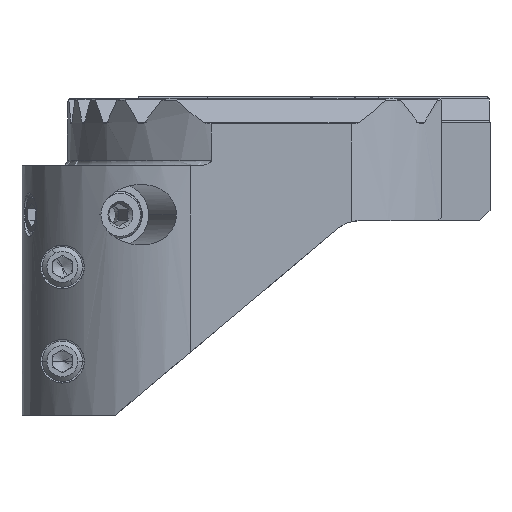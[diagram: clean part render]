
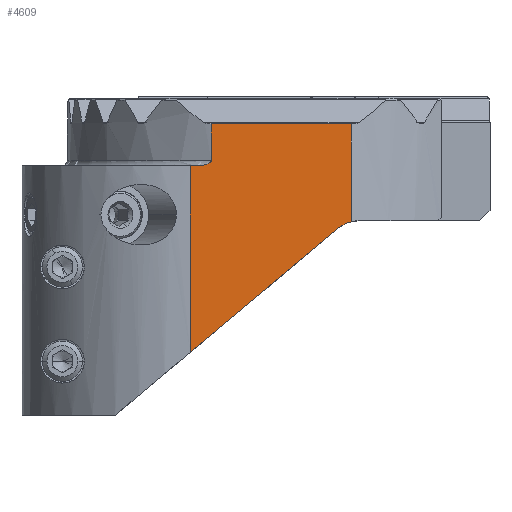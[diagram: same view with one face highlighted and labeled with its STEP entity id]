
A CAD part, front view. The second image highlights one B-rep face of the part: STEP entity #4609.
In plain terms, the highlighted planar face has unit normal (0, -1, 0).
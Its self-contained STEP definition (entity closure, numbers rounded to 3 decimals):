
#2411=EDGE_CURVE('NONE',#5271,#3615,#6249,.T.);
#2631=EDGE_CURVE('NONE',#5271,#3129,#6490,.T.);
#2803=EDGE_CURVE('NONE',#3129,#3713,#6679,.T.);
#2823=VERTEX_POINT('NONE',#6701);
#3129=VERTEX_POINT('NONE',#7038);
#3553=VERTEX_POINT('NONE',#7509);
#3615=VERTEX_POINT('NONE',#7579);
#3713=VERTEX_POINT('NONE',#7690);
#3743=VERTEX_POINT('NONE',#7721);
#4609=ADVANCED_FACE('NONE',(#8675),#8676,.T.);
#4831=EDGE_CURVE('NONE',#5003,#3615,#8919,.T.);
#4955=EDGE_CURVE('NONE',#3713,#3553,#9048,.T.);
#5003=VERTEX_POINT('NONE',#9098);
#5271=VERTEX_POINT('NONE',#9390);
#5383=EDGE_CURVE('NONE',#3743,#2823,#9512,.T.);
#5543=EDGE_CURVE('NONE',#5003,#3743,#9688,.T.);
#5655=EDGE_CURVE('NONE',#3553,#2823,#9811,.T.);
#6249=LINE('',#10868,#10869);
#6490=LINE('',#11336,#11337);
#6679=LINE('',#11666,#11667);
#6701=CARTESIAN_POINT('',(6.811,-6.962,15.341));
#7038=CARTESIAN_POINT('',(-17.084,-6.962,-18.57));
#7509=CARTESIAN_POINT('',(6.811,-6.962,0.799));
#7579=CARTESIAN_POINT('',(-16.214,-6.962,9.089));
#7690=CARTESIAN_POINT('',(4.772,-6.962,-0.231));
#7721=CARTESIAN_POINT('',(-13.98,-6.962,15.341));
#8675=FACE_OUTER_BOUND('',#15307,.T.);
#8676=PLANE('',#15308);
#8919=B_SPLINE_CURVE_WITH_KNOTS('',3,(#15722,#15723,#15724,#15725,#15726,#15727,#15728,#15729,#15730,#15731,#15732,#15733,#15734,#15735),.UNSPECIFIED.,.F.,.F.,(4,2,2,2,2,2,4),(0.0,0.,0.,0.001,0.001,0.002,0.003),.UNSPECIFIED.);
#9048=CIRCLE('',#16024,5.0);
#9098=CARTESIAN_POINT('',(-13.98,-6.962,9.889));
#9390=CARTESIAN_POINT('',(-17.084,-6.962,9.089));
#9512=LINE('',#16903,#16904);
#9688=LINE('',#17228,#17229);
#9811=LINE('',#17414,#17415);
#10868=CARTESIAN_POINT('',(20.166,-6.962,9.089));
#10869=VECTOR('',#18063,1000.0);
#11336=CARTESIAN_POINT('',(-17.084,-6.962,19.339));
#11337=VECTOR('',#18304,1000.0);
#11666=CARTESIAN_POINT('',(4.772,-6.962,-0.231));
#11667=VECTOR('',#18494,1000.0);
#15307=EDGE_LOOP('',(#20703,#20704,#20705,#20706,#20707,#20708,#20709,#20710));
#15308=AXIS2_PLACEMENT_3D('',#20711,#20712,#20713);
#15722=CARTESIAN_POINT('',(-13.98,-6.962,9.889));
#15723=CARTESIAN_POINT('',(-13.98,-6.962,9.835));
#15724=CARTESIAN_POINT('',(-13.997,-6.962,9.784));
#15725=CARTESIAN_POINT('',(-14.05,-6.962,9.693));
#15726=CARTESIAN_POINT('',(-14.086,-6.962,9.652));
#15727=CARTESIAN_POINT('',(-14.202,-6.962,9.546));
#15728=CARTESIAN_POINT('',(-14.294,-6.962,9.49));
#15729=CARTESIAN_POINT('',(-14.573,-6.962,9.349));
#15730=CARTESIAN_POINT('',(-14.774,-6.962,9.285));
#15731=CARTESIAN_POINT('',(-15.179,-6.962,9.184));
#15732=CARTESIAN_POINT('',(-15.384,-6.962,9.149));
#15733=CARTESIAN_POINT('',(-15.796,-6.962,9.101));
#15734=CARTESIAN_POINT('',(-16.004,-6.962,9.089));
#15735=CARTESIAN_POINT('',(-16.214,-6.962,9.089));
#16024=AXIS2_PLACEMENT_3D('',#21038,#21039,#21040);
#16903=CARTESIAN_POINT('',(20.166,-6.962,15.341));
#16904=VECTOR('',#21517,1000.0);
#17228=CARTESIAN_POINT('',(-13.98,-6.962,22.34));
#17229=VECTOR('',#21720,1000.0);
#17414=CARTESIAN_POINT('',(6.811,-6.962,26.855));
#17415=VECTOR('',#21871,1000.0);
#18063=DIRECTION('',(1.0,0.0,0.0));
#18304=DIRECTION('',(0.,0.0,-1.0));
#18494=DIRECTION('',(0.766,0.0,0.643));
#20703=ORIENTED_EDGE('',*,*,#5383,.F.);
#20704=ORIENTED_EDGE('',*,*,#5543,.F.);
#20705=ORIENTED_EDGE('',*,*,#4831,.T.);
#20706=ORIENTED_EDGE('',*,*,#2411,.F.);
#20707=ORIENTED_EDGE('',*,*,#2631,.T.);
#20708=ORIENTED_EDGE('',*,*,#2803,.T.);
#20709=ORIENTED_EDGE('',*,*,#4955,.T.);
#20710=ORIENTED_EDGE('',*,*,#5655,.T.);
#20711=CARTESIAN_POINT('',(20.166,-6.962,6.839));
#20712=DIRECTION('',(0.0,-1.0,0.0));
#20713=DIRECTION('',(0.0,0.0,1.0));
#21038=CARTESIAN_POINT('',(7.986,-6.962,-4.061));
#21039=DIRECTION('',(-0.0,1.0,0.0));
#21040=DIRECTION('',(1.0,0.0,0.0));
#21517=DIRECTION('',(1.0,0.0,0.0));
#21720=DIRECTION('',(-0.0,0.0,1.0));
#21871=DIRECTION('',(-0.0,0.0,1.0));
